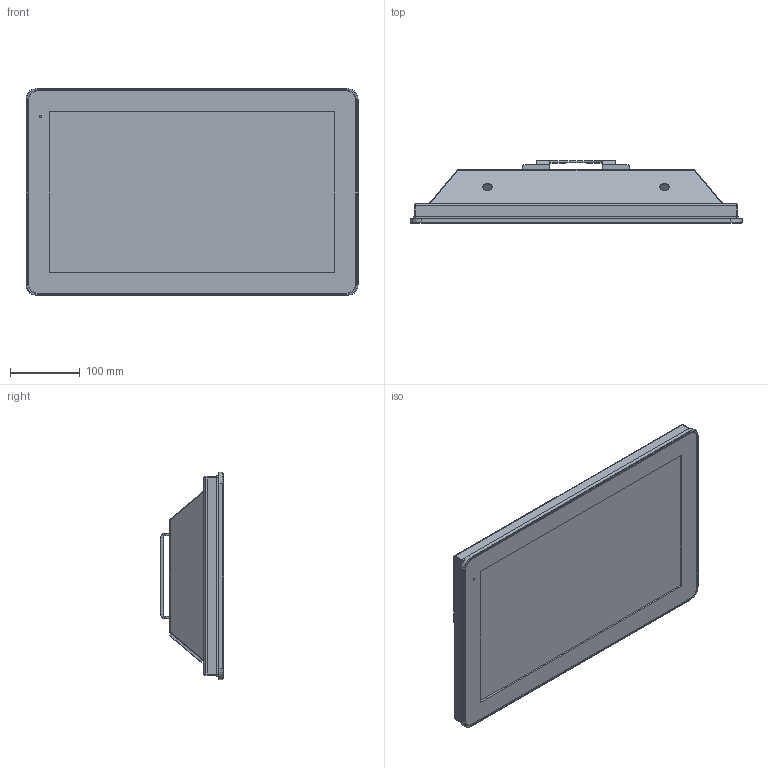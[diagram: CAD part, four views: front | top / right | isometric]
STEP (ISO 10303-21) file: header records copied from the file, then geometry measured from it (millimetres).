
FILE_DESCRIPTION (( 'STEP AP203' ), '1' );
FILE_NAME ('506-02116 69K.STEP', '2025-02-18T18:00:32', ( 'Proprietaire' ), ( '' ), 'SwSTEP 2.0', 'SolidWorks 2022', '' );
FILE_SCHEMA (( 'CONFIG_CONTROL_DESIGN' ));
Length unit declared in the file: millimetre
Products named in the file (1): 506-02116 69K
Bounding box: 476.25 x 89.17 x 297.33 mm (x, y, z)
Volume: 2351095 mm3; surface area: 823753 mm2
Topology: 1 solids, 1 shells, 1051 faces, 2549 edges, 1682 vertices
Faces by surface type: plane 545, cylinder 295, bspline 173, cone 38
Full cylindrical faces by diameter (mm): 3 x1, 3.3 x8, 3.797 x30, 3.969 x2, 4.305 x38, 4.8 x2, 6.4 x30, 6.401 x38, 6.75 x30, 9.525 x2, 12 x1, 13.5 x2, 38.1 x1
Entity records: 36961 total; most frequent: CARTESIAN_POINT 14579, ORIENTED_EDGE 4392, DIRECTION 4152, EDGE_CURVE 2196, EDGE_LOOP 1550, VERTEX_POINT 1544, AXIS2_PLACEMENT_3D 1461, FACE_OUTER_BOUND 1236
